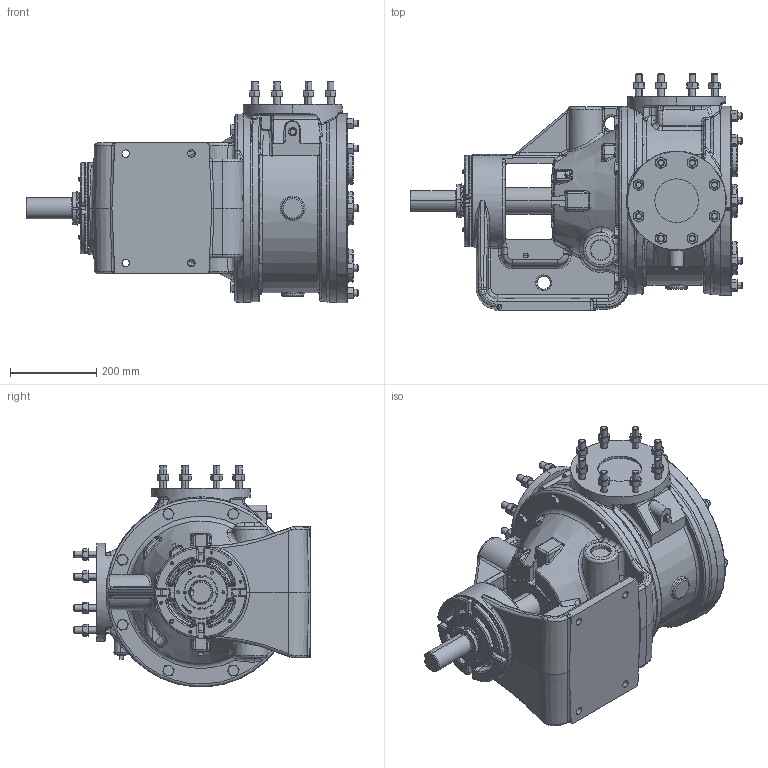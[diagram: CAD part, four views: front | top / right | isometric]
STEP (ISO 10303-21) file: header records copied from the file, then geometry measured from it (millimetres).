
FILE_DESCRIPTION (( 'STEP AP214' ), '1' );
FILE_NAME ('M224A.STEP', '2016-10-14T15:57:53', ( '' ), ( '' ), 'SwSTEP 2.0', 'SolidWorks 2015', '' );
FILE_SCHEMA (( 'AUTOMOTIVE_DESIGN' ));
Length unit declared in the file: inch
Products named in the file (2): M224A
Bounding box: 770.92 x 549.15 x 514.46 mm (x, y, z)
Volume: 57958499.3 mm3; surface area: 1659195.5 mm2
Topology: 1 solids, 1 shells, 3479 faces, 8839 edges, 5437 vertices
Faces by surface type: plane 1128, cylinder 942, cone 603, bspline 600, torus 174, sphere 32
Entity records: 225132 total; most frequent: CARTESIAN_POINT 114887, ORIENTED_EDGE 17456, DIRECTION 14959, EDGE_CURVE 8728, AXIS2_PLACEMENT_3D 5924, VERTEX_POINT 5433, EDGE_LOOP 3697, ADVANCED_FACE 3479
